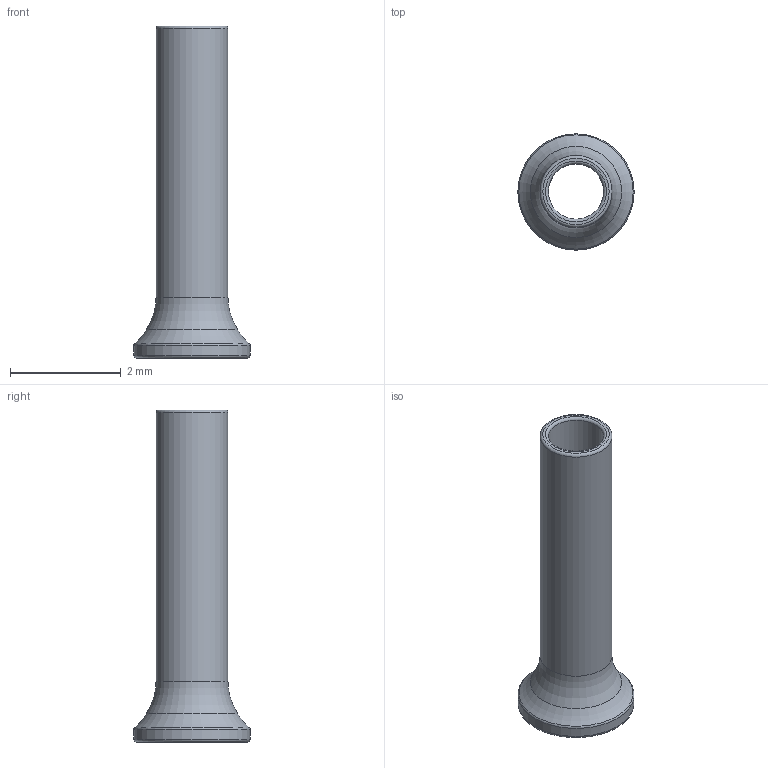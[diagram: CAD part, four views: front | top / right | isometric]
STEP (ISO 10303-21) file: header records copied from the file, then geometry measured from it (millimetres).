
FILE_DESCRIPTION(/* description */ (''),/* implementation_level */ '2;1');
FILE_NAME(/* name */ 'UnInsulated_Ferrules.stp',/* time_stamp */ '2016-06-10T15:24:34-04:00',/* author */ ('CAD Station'),/* organization */ (''),/* preprocessor_version */ 'ST-DEVELOPER v16.1',/* originating_system */ 'Autodesk Inventor 2016',/* authorisation */ '');
FILE_SCHEMA (('AUTOMOTIVE_DESIGN { 1 0 10303 214 3 1 1 }'));
Length unit declared in the file: millimetre
Products named in the file (1): UnInsulated_Ferrules
Bounding box: 2.1 x 2.1 x 6 mm (x, y, z)
Volume: 3.4 mm3; surface area: 48.2 mm2
Topology: 1 solids, 1 shells, 16 faces, 31 edges, 17 vertices
Faces by surface type: torus 10, cylinder 4, plane 2
Full cylindrical faces by diameter (mm): 1 x1, 1.3 x1, 1.8 x1, 2.1 x1
Entity records: 375 total; most frequent: DIRECTION 66, CARTESIAN_POINT 49, AXIS2_PLACEMENT_3D 33, EDGE_LOOP 32, ORIENTED_EDGE 32, STYLED_ITEM 17, FACE_BOUND 16, FACE_OUTER_BOUND 16
